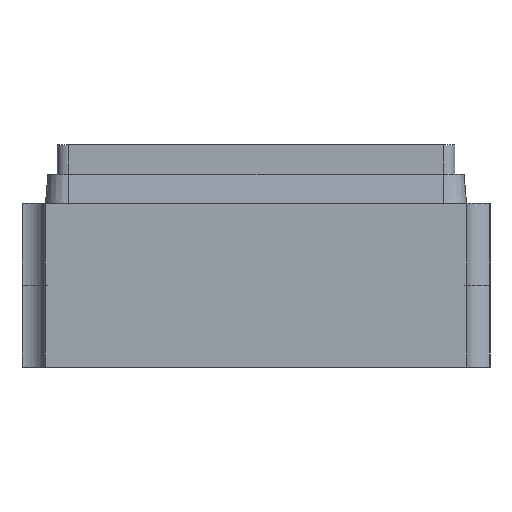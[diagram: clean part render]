
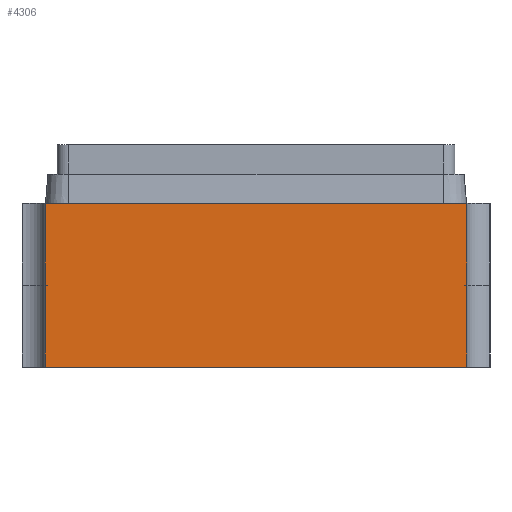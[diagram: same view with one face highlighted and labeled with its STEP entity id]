
A CAD part, left-side view. The second image highlights one B-rep face of the part: STEP entity #4306.
In plain terms, the highlighted planar face has unit normal (-1, 0, 0).
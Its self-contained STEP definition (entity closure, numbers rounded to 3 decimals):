
#515=ORIENTED_EDGE('',*,*,#1351,.T.);
#516=ORIENTED_EDGE('',*,*,#1271,.F.);
#517=ORIENTED_EDGE('',*,*,#1332,.F.);
#518=ORIENTED_EDGE('',*,*,#1365,.F.);
#519=ORIENTED_EDGE('',*,*,#1363,.T.);
#520=ORIENTED_EDGE('',*,*,#1245,.T.);
#1245=EDGE_CURVE('',#1717,#1722,#2036,.T.);
#1271=EDGE_CURVE('',#1734,#1740,#2061,.T.);
#1332=EDGE_CURVE('',#1780,#1734,#2116,.T.);
#1351=EDGE_CURVE('',#1722,#1740,#2129,.T.);
#1363=EDGE_CURVE('',#1796,#1717,#2140,.T.);
#1365=EDGE_CURVE('',#1796,#1780,#2141,.T.);
#1717=VERTEX_POINT('',#5536);
#1722=VERTEX_POINT('',#5548);
#1734=VERTEX_POINT('',#5583);
#1740=VERTEX_POINT('',#5601);
#1780=VERTEX_POINT('',#5725);
#1796=VERTEX_POINT('',#5785);
#2036=LINE('',#5550,#2348);
#2061=LINE('',#5602,#2373);
#2116=LINE('',#5726,#2428);
#2129=LINE('',#5761,#2441);
#2140=LINE('',#5784,#2452);
#2141=LINE('',#5788,#2453);
#2348=VECTOR('',#4757,1000.);
#2373=VECTOR('',#4802,1000.);
#2428=VECTOR('',#4915,1000.);
#2441=VECTOR('',#4948,1000.);
#2452=VECTOR('',#4977,1000.);
#2453=VECTOR('',#4982,1000.);
#2691=EDGE_LOOP('',(#515,#516,#517,#518,#519,#520));
#2899=FACE_BOUND('',#2691,.T.);
#3097=PLANE('',#4545);
#4306=ADVANCED_FACE('',(#2899),#3097,.F.);
#4545=AXIS2_PLACEMENT_3D('',#5787,#4980,#4981);
#4757=DIRECTION('',(0.,0.,-1.));
#4802=DIRECTION('',(0.,0.,-1.));
#4915=DIRECTION('',(0.,0.,-1.));
#4948=DIRECTION('',(0.,-1.,0.));
#4977=DIRECTION('',(0.,0.,-1.));
#4980=DIRECTION('',(1.,0.,0.));
#4981=DIRECTION('',(0.,0.,-1.));
#4982=DIRECTION('',(0.,-1.,0.));
#5536=CARTESIAN_POINT('',(-1.25,0.9,0.35));
#5548=CARTESIAN_POINT('',(-1.25,0.9,0.));
#5550=CARTESIAN_POINT('',(-1.25,0.9,0.7));
#5583=CARTESIAN_POINT('',(-1.25,-0.9,0.35));
#5601=CARTESIAN_POINT('',(-1.25,-0.9,0.));
#5602=CARTESIAN_POINT('',(-1.25,-0.9,0.7));
#5725=CARTESIAN_POINT('',(-1.25,-0.9,0.7));
#5726=CARTESIAN_POINT('',(-1.25,-0.9,0.7));
#5761=CARTESIAN_POINT('',(-1.25,0.9,0.));
#5784=CARTESIAN_POINT('',(-1.25,0.9,0.7));
#5785=CARTESIAN_POINT('',(-1.25,0.9,0.7));
#5787=CARTESIAN_POINT('',(-1.25,0.9,0.7));
#5788=CARTESIAN_POINT('',(-1.25,0.9,0.7));
